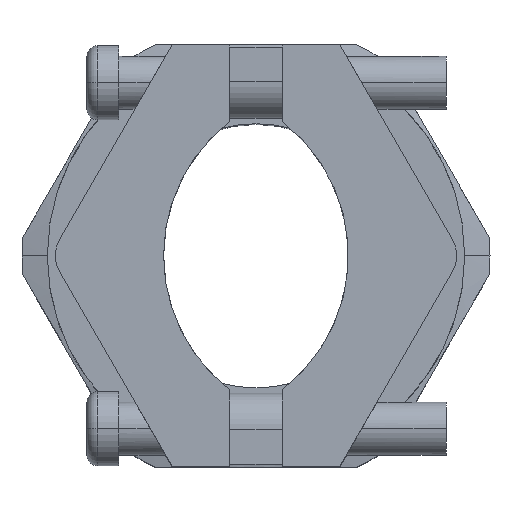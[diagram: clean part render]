
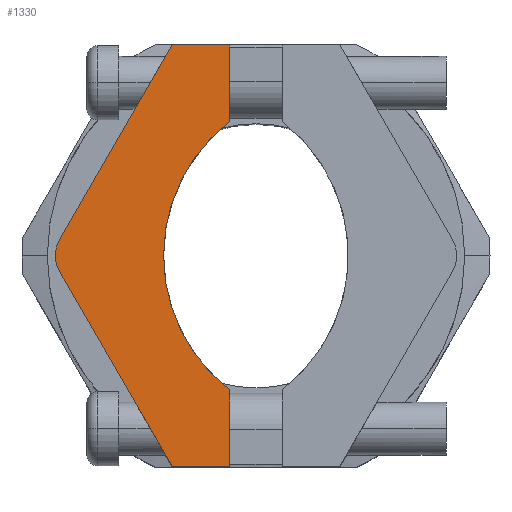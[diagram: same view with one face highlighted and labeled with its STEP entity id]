
A CAD part, top view. The second image highlights one B-rep face of the part: STEP entity #1330.
In plain terms, the highlighted planar face has unit normal (0, 0, 1).
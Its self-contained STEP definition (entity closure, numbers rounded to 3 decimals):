
#276 = VERTEX_POINT ( 'NONE', #1945 ) ;
#278 = EDGE_CURVE ( 'NONE', #427, #276, #1940, .T. ) ;
#324 = EDGE_CURVE ( 'NONE', #381, #382, #2121, .T. ) ;
#381 = VERTEX_POINT ( 'NONE', #2403 ) ;
#382 = VERTEX_POINT ( 'NONE', #2404 ) ;
#427 = VERTEX_POINT ( 'NONE', #2247 ) ;
#686 = VERTEX_POINT ( 'NONE', #2562 ) ;
#696 = VERTEX_POINT ( 'NONE', #2701 ) ;
#710 = VERTEX_POINT ( 'NONE', #2788 ) ;
#711 = VERTEX_POINT ( 'NONE', #2841 ) ;
#748 = EDGE_CURVE ( 'NONE', #276, #782, #2769, .T. ) ;
#782 = VERTEX_POINT ( 'NONE', #2881 ) ;
#787 = EDGE_CURVE ( 'NONE', #710, #711, #2923, .T. ) ;
#795 = VERTEX_POINT ( 'NONE', #2918 ) ;
#799 = EDGE_CURVE ( 'NONE', #795, #804, #2953, .T. ) ;
#800 = EDGE_CURVE ( 'NONE', #696, #686, #2930, .T. ) ;
#804 = VERTEX_POINT ( 'NONE', #2992 ) ;
#1214 = EDGE_CURVE ( 'NONE', #711, #427, #3596, .T. ) ;
#1237 = EDGE_CURVE ( 'NONE', #1370, #696, #3697, .T. ) ;
#1245 = ORIENTED_EDGE ( 'NONE', *, *, #1237, .T. ) ;
#1247 = ORIENTED_EDGE ( 'NONE', *, *, #787, .T. ) ;
#1248 = ORIENTED_EDGE ( 'NONE', *, *, #1309, .T. ) ;
#1252 = ORIENTED_EDGE ( 'NONE', *, *, #1340, .T. ) ;
#1255 = ORIENTED_EDGE ( 'NONE', *, *, #1297, .T. ) ;
#1258 = VERTEX_POINT ( 'NONE', #3689 ) ;
#1284 = ORIENTED_EDGE ( 'NONE', *, *, #748, .T. ) ;
#1285 = ORIENTED_EDGE ( 'NONE', *, *, #1365, .T. ) ;
#1287 = ORIENTED_EDGE ( 'NONE', *, *, #1214, .T. ) ;
#1296 = EDGE_LOOP ( 'NONE', ( #1245, #1374, #1248, #1247, #1287, #1364, #1284, #1285, #1380, #1348, #1347, #1252, #1379, #1255 ) ) ;
#1297 = EDGE_CURVE ( 'NONE', #382, #1370, #3774, .T. ) ;
#1309 = EDGE_CURVE ( 'NONE', #686, #710, #3845, .T. ) ;
#1330 = ADVANCED_FACE ( 'NONE', ( #3838 ), #3853, .T. ) ;
#1340 = EDGE_CURVE ( 'NONE', #1258, #381, #3820, .T. ) ;
#1345 = EDGE_CURVE ( 'NONE', #804, #1346, #3869, .T. ) ;
#1346 = VERTEX_POINT ( 'NONE', #3801 ) ;
#1347 = ORIENTED_EDGE ( 'NONE', *, *, #1367, .T. ) ;
#1348 = ORIENTED_EDGE ( 'NONE', *, *, #1345, .T. ) ;
#1364 = ORIENTED_EDGE ( 'NONE', *, *, #278, .T. ) ;
#1365 = EDGE_CURVE ( 'NONE', #782, #795, #3798, .T. ) ;
#1367 = EDGE_CURVE ( 'NONE', #1346, #1258, #3864, .T. ) ;
#1370 = VERTEX_POINT ( 'NONE', #3794 ) ;
#1374 = ORIENTED_EDGE ( 'NONE', *, *, #800, .T. ) ;
#1379 = ORIENTED_EDGE ( 'NONE', *, *, #324, .T. ) ;
#1380 = ORIENTED_EDGE ( 'NONE', *, *, #799, .T. ) ;
#1937 = DIRECTION ( 'NONE',  ( 0., 0., -1. ) ) ;
#1938 = CARTESIAN_POINT ( 'NONE',  ( 7.25, 0., 45. ) ) ;
#1939 = AXIS2_PLACEMENT_3D ( 'NONE', #1938, #1937, #2032 ) ;
#1940 = CIRCLE ( 'NONE', #1939, 16. ) ;
#1945 = CARTESIAN_POINT ( 'NONE',  ( -2.5, 12.686, 45. ) ) ;
#2032 = DIRECTION ( 'NONE',  ( 1., 0., 0. ) ) ;
#2121 = CIRCLE ( 'NONE', #2231, 3. ) ;
#2228 = DIRECTION ( 'NONE',  ( 1., 0., 0. ) ) ;
#2229 = DIRECTION ( 'NONE',  ( 0., 0., 1. ) ) ;
#2230 = CARTESIAN_POINT ( 'NONE',  ( -16., 0., 45. ) ) ;
#2231 = AXIS2_PLACEMENT_3D ( 'NONE', #2230, #2229, #2228 ) ;
#2247 = CARTESIAN_POINT ( 'NONE',  ( -8.75, 0., 45. ) ) ;
#2403 = CARTESIAN_POINT ( 'NONE',  ( -19., 0., 45. ) ) ;
#2404 = CARTESIAN_POINT ( 'NONE',  ( -18.598, -1.5, 45. ) ) ;
#2562 = CARTESIAN_POINT ( 'NONE',  ( -2.5, -19.75, 45. ) ) ;
#2701 = CARTESIAN_POINT ( 'NONE',  ( -2.5, -20., 45. ) ) ;
#2769 = LINE ( 'NONE', #2773, #2772 ) ;
#2771 = DIRECTION ( 'NONE',  ( 0., 1., 0. ) ) ;
#2772 = VECTOR ( 'NONE', #2771, 1000. ) ;
#2773 = CARTESIAN_POINT ( 'NONE',  ( -2.5, 12.686, 45. ) ) ;
#2788 = CARTESIAN_POINT ( 'NONE',  ( -2.5, -14.051, 45. ) ) ;
#2841 = CARTESIAN_POINT ( 'NONE',  ( -2.5, -12.686, 45. ) ) ;
#2881 = CARTESIAN_POINT ( 'NONE',  ( -2.5, 14.051, 45. ) ) ;
#2895 = DIRECTION ( 'NONE',  ( 0., 1., 0. ) ) ;
#2918 = CARTESIAN_POINT ( 'NONE',  ( -2.5, 19.75, 45. ) ) ;
#2923 = LINE ( 'NONE', #2971, #2970 ) ;
#2929 = CARTESIAN_POINT ( 'NONE',  ( -2.5, -12.686, 45. ) ) ;
#2930 = LINE ( 'NONE', #2929, #2948 ) ;
#2932 = DIRECTION ( 'NONE',  ( 0., 1., 0. ) ) ;
#2947 = DIRECTION ( 'NONE',  ( 0., 1., 0. ) ) ;
#2948 = VECTOR ( 'NONE', #2947, 1000. ) ;
#2951 = VECTOR ( 'NONE', #2932, 1000. ) ;
#2952 = CARTESIAN_POINT ( 'NONE',  ( -2.5, 12.686, 45. ) ) ;
#2953 = LINE ( 'NONE', #2952, #2951 ) ;
#2970 = VECTOR ( 'NONE', #2895, 1000. ) ;
#2971 = CARTESIAN_POINT ( 'NONE',  ( -2.5, -12.686, 45. ) ) ;
#2992 = CARTESIAN_POINT ( 'NONE',  ( -2.5, 20., 45. ) ) ;
#3594 = AXIS2_PLACEMENT_3D ( 'NONE', #3605, #3604, #3603 ) ;
#3596 = CIRCLE ( 'NONE', #3594, 16. ) ;
#3603 = DIRECTION ( 'NONE',  ( 1., 0., 0. ) ) ;
#3604 = DIRECTION ( 'NONE',  ( 0., 0., -1. ) ) ;
#3605 = CARTESIAN_POINT ( 'NONE',  ( 7.25, 0., 45. ) ) ;
#3689 = CARTESIAN_POINT ( 'NONE',  ( -18.598, 1.5, 45. ) ) ;
#3697 = LINE ( 'NONE', #3722, #3721 ) ;
#3721 = VECTOR ( 'NONE', #3735, 1000. ) ;
#3722 = CARTESIAN_POINT ( 'NONE',  ( -2.5, -20., 45. ) ) ;
#3735 = DIRECTION ( 'NONE',  ( 1., 0., 0. ) ) ;
#3766 = DIRECTION ( 'NONE',  ( 0.5, -0.866, 0. ) ) ;
#3767 = VECTOR ( 'NONE', #3766, 1000. ) ;
#3768 = CARTESIAN_POINT ( 'NONE',  ( -7.917, -20., 45. ) ) ;
#3774 = LINE ( 'NONE', #3768, #3767 ) ;
#3789 = VECTOR ( 'NONE', #3814, 1000. ) ;
#3794 = CARTESIAN_POINT ( 'NONE',  ( -7.917, -20., 45. ) ) ;
#3795 = DIRECTION ( 'NONE',  ( 0., 1., 0. ) ) ;
#3796 = VECTOR ( 'NONE', #3795, 1000. ) ;
#3797 = CARTESIAN_POINT ( 'NONE',  ( -2.5, 12.686, 45. ) ) ;
#3798 = LINE ( 'NONE', #3797, #3796 ) ;
#3801 = CARTESIAN_POINT ( 'NONE',  ( -7.917, 20., 45. ) ) ;
#3804 = DIRECTION ( 'NONE',  ( 1., 0., 0. ) ) ;
#3806 = AXIS2_PLACEMENT_3D ( 'NONE', #3819, #3818, #3817 ) ;
#3810 = CARTESIAN_POINT ( 'NONE',  ( -2.5, -12.686, 45. ) ) ;
#3814 = DIRECTION ( 'NONE',  ( 0., 1., 0. ) ) ;
#3816 = CARTESIAN_POINT ( 'NONE',  ( -2.5, 20., 45. ) ) ;
#3817 = DIRECTION ( 'NONE',  ( 1., 0., 0. ) ) ;
#3818 = DIRECTION ( 'NONE',  ( 0., 0., 1. ) ) ;
#3819 = CARTESIAN_POINT ( 'NONE',  ( -16., 0., 45. ) ) ;
#3820 = CIRCLE ( 'NONE', #3806, 3. ) ;
#3826 = AXIS2_PLACEMENT_3D ( 'NONE', #3834, #3887, #3804 ) ;
#3834 = CARTESIAN_POINT ( 'NONE',  ( -16., 0., 45. ) ) ;
#3838 = FACE_OUTER_BOUND ( 'NONE', #1296, .T. ) ;
#3845 = LINE ( 'NONE', #3810, #3789 ) ;
#3853 = PLANE ( 'NONE',  #3826 ) ;
#3861 = DIRECTION ( 'NONE',  ( -0.5, -0.866, 0. ) ) ;
#3862 = VECTOR ( 'NONE', #3861, 1000. ) ;
#3863 = CARTESIAN_POINT ( 'NONE',  ( -7.917, 20., 45. ) ) ;
#3864 = LINE ( 'NONE', #3863, #3862 ) ;
#3867 = DIRECTION ( 'NONE',  ( -1., 0., 0. ) ) ;
#3868 = VECTOR ( 'NONE', #3867, 1000. ) ;
#3869 = LINE ( 'NONE', #3816, #3868 ) ;
#3887 = DIRECTION ( 'NONE',  ( 0., 0., 1. ) ) ;
